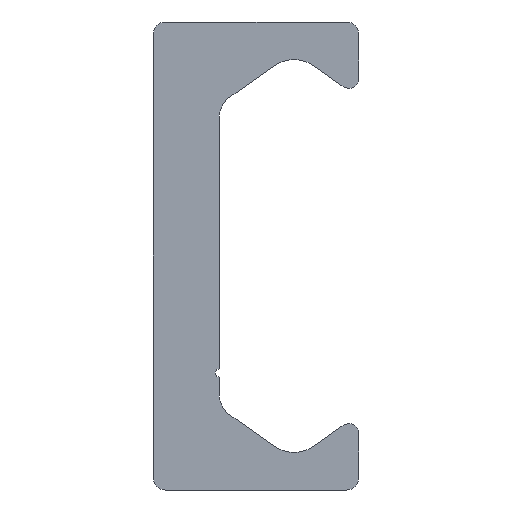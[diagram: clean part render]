
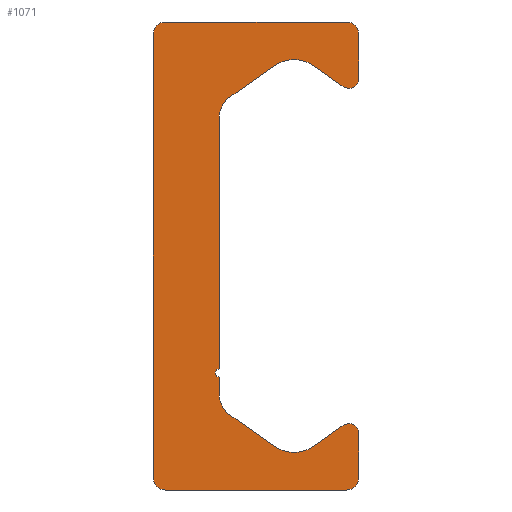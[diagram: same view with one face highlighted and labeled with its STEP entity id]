
A CAD part, left-side view. The second image highlights one B-rep face of the part: STEP entity #1071.
In plain terms, the highlighted planar face has unit normal (-1, 0, 0).
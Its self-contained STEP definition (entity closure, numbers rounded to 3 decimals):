
#324=CARTESIAN_POINT('',(0.0,5.4,-14.));
#325=VERTEX_POINT('',#324);
#332=CARTESIAN_POINT('',(0.0,6.15,-13.25));
#333=VERTEX_POINT('',#332);
#334=CARTESIAN_POINT('',(0.0,5.4,-13.25));
#335=DIRECTION('',(1.0,0.0,0.0));
#336=DIRECTION('',(0.0,0.0,-1.0));
#337=AXIS2_PLACEMENT_3D('',#334,#335,#336);
#338=CIRCLE('',#337,0.75);
#339=EDGE_CURVE('',#325,#333,#338,.T.);
#363=CARTESIAN_POINT('',(0.0,-5.4,-14.));
#364=VERTEX_POINT('',#363);
#371=CARTESIAN_POINT('',(0.0,-5.4,-14.));
#372=DIRECTION('',(0.0,1.0,0.0));
#373=VECTOR('',#372,10.8);
#374=LINE('',#371,#373);
#375=EDGE_CURVE('',#364,#325,#374,.T.);
#395=CARTESIAN_POINT('',(0.0,-6.15,-13.25));
#396=VERTEX_POINT('',#395);
#403=CARTESIAN_POINT('',(0.0,-5.4,-13.25));
#404=DIRECTION('',(1.0,0.0,0.0));
#405=DIRECTION('',(0.0,-1.0,0.0));
#406=AXIS2_PLACEMENT_3D('',#403,#404,#405);
#407=CIRCLE('',#406,0.75);
#408=EDGE_CURVE('',#396,#364,#407,.T.);
#427=CARTESIAN_POINT('',(0.0,-6.15,-10.63));
#428=VERTEX_POINT('',#427);
#435=CARTESIAN_POINT('',(0.0,-6.15,-10.63));
#436=DIRECTION('',(0.0,0.0,-1.0));
#437=VECTOR('',#436,2.62);
#438=LINE('',#435,#437);
#439=EDGE_CURVE('',#428,#396,#438,.T.);
#459=CARTESIAN_POINT('',(0.0,-5.206,-10.139));
#460=VERTEX_POINT('',#459);
#467=CARTESIAN_POINT('',(0.0,-5.55,-10.63));
#468=DIRECTION('',(1.0,0.0,0.0));
#469=DIRECTION('',(0.0,0.574,0.819));
#470=AXIS2_PLACEMENT_3D('',#467,#468,#469);
#471=CIRCLE('',#470,0.6);
#472=EDGE_CURVE('',#460,#428,#471,.T.);
#491=CARTESIAN_POINT('',(0.0,-3.417,-11.391));
#492=VERTEX_POINT('',#491);
#499=CARTESIAN_POINT('',(0.0,-3.417,-11.391));
#500=DIRECTION('',(0.0,-0.819,0.574));
#501=VECTOR('',#500,2.184);
#502=LINE('',#499,#501);
#503=EDGE_CURVE('',#492,#460,#502,.T.);
#523=CARTESIAN_POINT('',(0.0,-1.123,-11.391));
#524=VERTEX_POINT('',#523);
#531=CARTESIAN_POINT('',(0.0,-2.27,-9.753));
#532=DIRECTION('',(-1.0,0.0,0.0));
#533=DIRECTION('',(0.0,0.574,0.819));
#534=AXIS2_PLACEMENT_3D('',#531,#532,#533);
#535=CIRCLE('',#534,2.0);
#536=EDGE_CURVE('',#524,#492,#535,.T.);
#555=CARTESIAN_POINT('',(0.0,1.56,-9.512));
#556=VERTEX_POINT('',#555);
#563=CARTESIAN_POINT('',(0.0,1.56,-9.512));
#564=DIRECTION('',(0.0,-0.819,-0.574));
#565=VECTOR('',#564,3.276);
#566=LINE('',#563,#565);
#567=EDGE_CURVE('',#556,#524,#566,.T.);
#587=CARTESIAN_POINT('',(0.0,2.2,-8.283));
#588=VERTEX_POINT('',#587);
#595=CARTESIAN_POINT('',(0.0,0.7,-8.283));
#596=DIRECTION('',(-1.0,0.0,0.0));
#597=DIRECTION('',(0.0,-0.574,0.819));
#598=AXIS2_PLACEMENT_3D('',#595,#596,#597);
#599=CIRCLE('',#598,1.5);
#600=EDGE_CURVE('',#588,#556,#599,.T.);
#619=CARTESIAN_POINT('',(0.0,2.2,-7.25));
#620=VERTEX_POINT('',#619);
#627=CARTESIAN_POINT('',(0.0,2.2,-7.25));
#628=DIRECTION('',(0.0,0.0,-1.0));
#629=VECTOR('',#628,1.033);
#630=LINE('',#627,#629);
#631=EDGE_CURVE('',#620,#588,#630,.T.);
#651=CARTESIAN_POINT('',(0.0,2.2,-6.75));
#652=VERTEX_POINT('',#651);
#659=CARTESIAN_POINT('',(0.0,2.2,-7.));
#660=DIRECTION('',(-1.0,0.0,0.0));
#661=DIRECTION('',(0.0,0.0,1.0));
#662=AXIS2_PLACEMENT_3D('',#659,#660,#661);
#663=CIRCLE('',#662,0.25);
#664=EDGE_CURVE('',#652,#620,#663,.T.);
#683=CARTESIAN_POINT('',(0.0,2.2,8.283));
#684=VERTEX_POINT('',#683);
#691=CARTESIAN_POINT('',(0.0,2.2,8.283));
#692=DIRECTION('',(0.0,0.0,-1.0));
#693=VECTOR('',#692,15.033);
#694=LINE('',#691,#693);
#695=EDGE_CURVE('',#684,#652,#694,.T.);
#730=CARTESIAN_POINT('',(0.0,1.56,9.512));
#731=VERTEX_POINT('',#730);
#738=CARTESIAN_POINT('',(0.0,0.7,8.283));
#739=DIRECTION('',(-1.0,0.0,0.0));
#740=DIRECTION('',(0.0,-1.0,0.0));
#741=AXIS2_PLACEMENT_3D('',#738,#739,#740);
#742=CIRCLE('',#741,1.5);
#743=EDGE_CURVE('',#731,#684,#742,.T.);
#762=CARTESIAN_POINT('',(0.0,-1.123,11.391));
#763=VERTEX_POINT('',#762);
#770=CARTESIAN_POINT('',(0.0,-1.123,11.391));
#771=DIRECTION('',(0.0,0.819,-0.574));
#772=VECTOR('',#771,3.276);
#773=LINE('',#770,#772);
#774=EDGE_CURVE('',#763,#731,#773,.T.);
#794=CARTESIAN_POINT('',(0.0,-3.417,11.391));
#795=VERTEX_POINT('',#794);
#802=CARTESIAN_POINT('',(0.0,-2.27,9.753));
#803=DIRECTION('',(-1.0,0.0,0.0));
#804=DIRECTION('',(0.0,-0.574,-0.819));
#805=AXIS2_PLACEMENT_3D('',#802,#803,#804);
#806=CIRCLE('',#805,2.0);
#807=EDGE_CURVE('',#795,#763,#806,.T.);
#826=CARTESIAN_POINT('',(0.0,-5.206,10.139));
#827=VERTEX_POINT('',#826);
#834=CARTESIAN_POINT('',(0.0,-5.206,10.139));
#835=DIRECTION('',(0.0,0.819,0.574));
#836=VECTOR('',#835,2.184);
#837=LINE('',#834,#836);
#838=EDGE_CURVE('',#827,#795,#837,.T.);
#858=CARTESIAN_POINT('',(0.0,-6.15,10.63));
#859=VERTEX_POINT('',#858);
#866=CARTESIAN_POINT('',(0.0,-5.55,10.63));
#867=DIRECTION('',(1.0,0.0,0.0));
#868=DIRECTION('',(0.0,-1.0,0.0));
#869=AXIS2_PLACEMENT_3D('',#866,#867,#868);
#870=CIRCLE('',#869,0.6);
#871=EDGE_CURVE('',#859,#827,#870,.T.);
#890=CARTESIAN_POINT('',(0.0,-6.15,13.25));
#891=VERTEX_POINT('',#890);
#898=CARTESIAN_POINT('',(0.0,-6.15,13.25));
#899=DIRECTION('',(0.0,0.0,-1.0));
#900=VECTOR('',#899,2.62);
#901=LINE('',#898,#900);
#902=EDGE_CURVE('',#891,#859,#901,.T.);
#922=CARTESIAN_POINT('',(0.0,-5.4,14.));
#923=VERTEX_POINT('',#922);
#930=CARTESIAN_POINT('',(0.0,-5.4,13.25));
#931=DIRECTION('',(1.0,0.0,0.0));
#932=DIRECTION('',(0.0,0.0,1.0));
#933=AXIS2_PLACEMENT_3D('',#930,#931,#932);
#934=CIRCLE('',#933,0.75);
#935=EDGE_CURVE('',#923,#891,#934,.T.);
#954=CARTESIAN_POINT('',(0.0,5.4,14.));
#955=VERTEX_POINT('',#954);
#962=CARTESIAN_POINT('',(0.0,5.4,14.));
#963=DIRECTION('',(0.0,-1.0,0.0));
#964=VECTOR('',#963,10.8);
#965=LINE('',#962,#964);
#966=EDGE_CURVE('',#955,#923,#965,.T.);
#986=CARTESIAN_POINT('',(0.0,6.15,13.25));
#987=VERTEX_POINT('',#986);
#994=CARTESIAN_POINT('',(0.0,5.4,13.25));
#995=DIRECTION('',(1.0,0.0,0.0));
#996=DIRECTION('',(0.0,1.0,0.0));
#997=AXIS2_PLACEMENT_3D('',#994,#995,#996);
#998=CIRCLE('',#997,0.75);
#999=EDGE_CURVE('',#987,#955,#998,.T.);
#1017=CARTESIAN_POINT('',(0.0,6.15,-13.25));
#1018=DIRECTION('',(0.0,0.0,1.0));
#1019=VECTOR('',#1018,26.5);
#1020=LINE('',#1017,#1019);
#1021=EDGE_CURVE('',#333,#987,#1020,.T.);
#1042=CARTESIAN_POINT('',(0.0,1.352,-0.021));
#1043=DIRECTION('',(1.0,0.0,0.0));
#1044=DIRECTION('',(0.0,0.0,-1.0));
#1045=AXIS2_PLACEMENT_3D('',#1042,#1043,#1044);
#1046=PLANE('',#1045);
#1047=ORIENTED_EDGE('',*,*,#1021,.F.);
#1048=ORIENTED_EDGE('',*,*,#339,.F.);
#1049=ORIENTED_EDGE('',*,*,#375,.F.);
#1050=ORIENTED_EDGE('',*,*,#408,.F.);
#1051=ORIENTED_EDGE('',*,*,#439,.F.);
#1052=ORIENTED_EDGE('',*,*,#472,.F.);
#1053=ORIENTED_EDGE('',*,*,#503,.F.);
#1054=ORIENTED_EDGE('',*,*,#536,.F.);
#1055=ORIENTED_EDGE('',*,*,#567,.F.);
#1056=ORIENTED_EDGE('',*,*,#600,.F.);
#1057=ORIENTED_EDGE('',*,*,#631,.F.);
#1058=ORIENTED_EDGE('',*,*,#664,.F.);
#1059=ORIENTED_EDGE('',*,*,#695,.F.);
#1060=ORIENTED_EDGE('',*,*,#743,.F.);
#1061=ORIENTED_EDGE('',*,*,#774,.F.);
#1062=ORIENTED_EDGE('',*,*,#807,.F.);
#1063=ORIENTED_EDGE('',*,*,#838,.F.);
#1064=ORIENTED_EDGE('',*,*,#871,.F.);
#1065=ORIENTED_EDGE('',*,*,#902,.F.);
#1066=ORIENTED_EDGE('',*,*,#935,.F.);
#1067=ORIENTED_EDGE('',*,*,#966,.F.);
#1068=ORIENTED_EDGE('',*,*,#999,.F.);
#1069=EDGE_LOOP('',(#1047,#1048,#1049,#1050,#1051,#1052,#1053,#1054,#1055,#1056,#1057,#1058,#1059,#1060,#1061,#1062,#1063,#1064,#1065,#1066,#1067,#1068));
#1070=FACE_OUTER_BOUND('',#1069,.T.);
#1071=ADVANCED_FACE('',(#1070),#1046,.F.);
